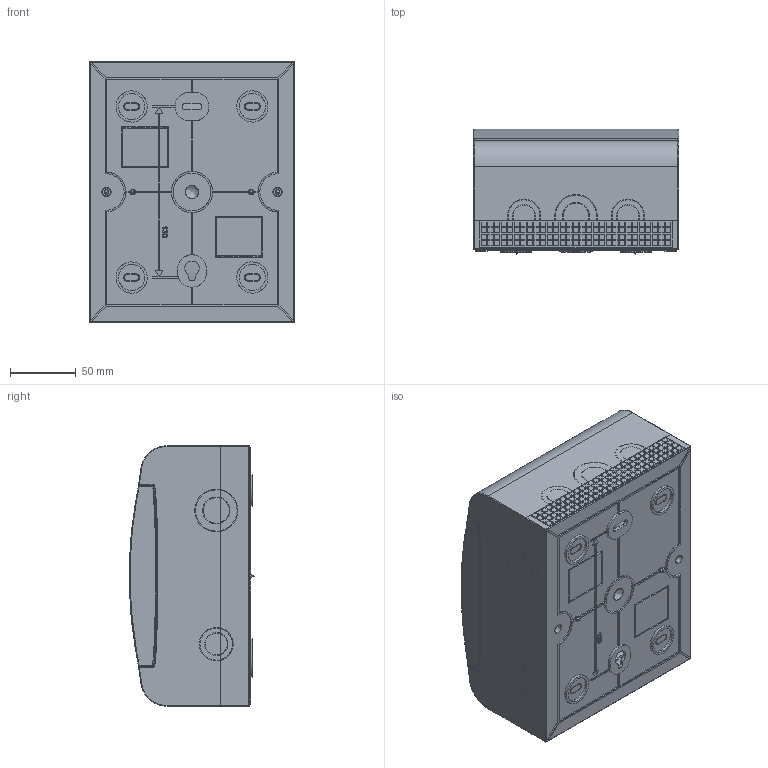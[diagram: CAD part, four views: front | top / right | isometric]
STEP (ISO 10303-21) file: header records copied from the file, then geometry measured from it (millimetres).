
FILE_DESCRIPTION (( 'STEP AP214' ), '1' );
FILE_NAME ('SB-N-6(W).ÃÌ Ùèò ðàñïðåä. íàâåñíîé ÙÐÍ-Ï-6.STEP', '2025-01-16T14:41:02', ( '' ), ( '' ), 'SwSTEP 2.0', 'SolidWorks 2021', '' );
FILE_SCHEMA (( 'AUTOMOTIVE_DESIGN' ));
Length unit declared in the file: millimetre
Products named in the file (1): SB-N-6(W).ÃÌ Ùèò ðàñïðåä. íàâåñíîé ÙÐÍ-Ï-6
Bounding box: 156 x 95.39 x 198 mm (x, y, z)
Volume: 337989.7 mm3; surface area: 349040 mm2
Topology: 22 solids, 22 shells, 5304 faces, 14037 edges, 9124 vertices
Faces by surface type: plane 3257, bspline 1068, cylinder 631, cone 268, torus 68, sphere 12
Entity records: 278796 total; most frequent: CARTESIAN_POINT 99078, ORIENTED_EDGE 27952, DIRECTION 19988, EDGE_CURVE 13976, VERTEX_POINT 9124, LINE 8840, VECTOR 8840, EDGE_LOOP 5780
